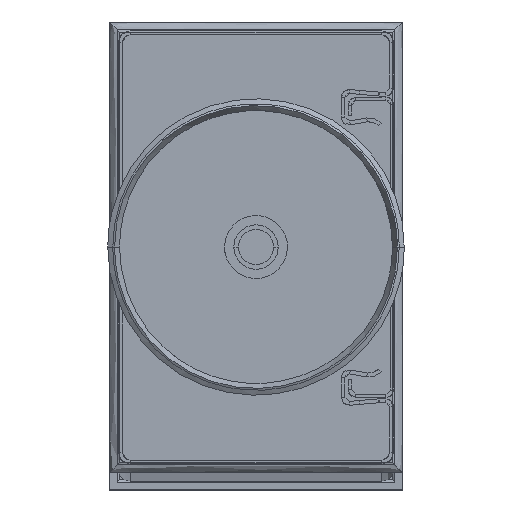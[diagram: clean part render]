
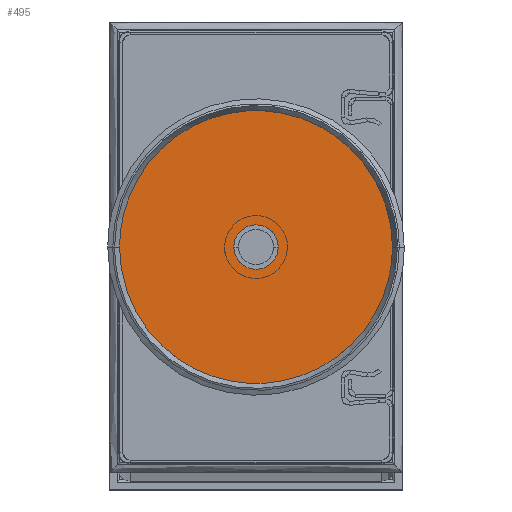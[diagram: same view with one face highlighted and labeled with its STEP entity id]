
A CAD part, top view. The second image highlights one B-rep face of the part: STEP entity #495.
In plain terms, the highlighted planar face has unit normal (0, 0, 1).
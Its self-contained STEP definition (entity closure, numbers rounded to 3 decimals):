
#47=FACE_BOUND('',#1415,.T.);
#495=ADVANCED_FACE('',(#939,#47),#6467,.T.);
#939=FACE_OUTER_BOUND('',#1414,.T.);
#1414=EDGE_LOOP('',(#3230,#3231));
#1415=EDGE_LOOP('',(#3232,#3233,#3234,#3235));
#3230=ORIENTED_EDGE('',*,*,#4416,.T.);
#3231=ORIENTED_EDGE('',*,*,#4414,.T.);
#3232=ORIENTED_EDGE('',*,*,#4395,.T.);
#3233=ORIENTED_EDGE('',*,*,#4393,.T.);
#3234=ORIENTED_EDGE('',*,*,#4421,.T.);
#3235=ORIENTED_EDGE('',*,*,#4394,.T.);
#4393=EDGE_CURVE('',#6117,#6134,#5537,.T.);
#4394=EDGE_CURVE('',#6118,#6119,#5538,.T.);
#4395=EDGE_CURVE('',#6119,#6117,#5539,.T.);
#4414=EDGE_CURVE('',#6131,#6130,#5552,.T.);
#4416=EDGE_CURVE('',#6130,#6131,#5553,.T.);
#4421=EDGE_CURVE('',#6134,#6118,#5558,.T.);
#5537=(
BOUNDED_CURVE()
B_SPLINE_CURVE(2,(#14203,#14204,#14205),.UNSPECIFIED.,.F.,.F.)
B_SPLINE_CURVE_WITH_KNOTS((3,3),(1.571,3.142),
 .UNSPECIFIED.)
CURVE()
GEOMETRIC_REPRESENTATION_ITEM()
RATIONAL_B_SPLINE_CURVE((1.,0.707,1.))
REPRESENTATION_ITEM('')
);
#5538=(
BOUNDED_CURVE()
B_SPLINE_CURVE(2,(#14206,#14207,#14208),.UNSPECIFIED.,.F.,.F.)
B_SPLINE_CURVE_WITH_KNOTS((3,3),(1.571,3.142),
 .UNSPECIFIED.)
CURVE()
GEOMETRIC_REPRESENTATION_ITEM()
RATIONAL_B_SPLINE_CURVE((1.,0.707,1.))
REPRESENTATION_ITEM('')
);
#5539=(
BOUNDED_CURVE()
B_SPLINE_CURVE(2,(#14209,#14210,#14211),.UNSPECIFIED.,.F.,.F.)
B_SPLINE_CURVE_WITH_KNOTS((3,3),(3.142,4.712),
 .UNSPECIFIED.)
CURVE()
GEOMETRIC_REPRESENTATION_ITEM()
RATIONAL_B_SPLINE_CURVE((1.,0.707,1.))
REPRESENTATION_ITEM('')
);
#5552=(
BOUNDED_CURVE()
B_SPLINE_CURVE(2,(#14330,#14331,#14332,#14333,#14334),.UNSPECIFIED.,.F.,
 .F.)
B_SPLINE_CURVE_WITH_KNOTS((3,2,3),(-108.849,-54.425,
0.),.UNSPECIFIED.)
CURVE()
GEOMETRIC_REPRESENTATION_ITEM()
RATIONAL_B_SPLINE_CURVE((1.,0.707,1.,0.707,1.))
REPRESENTATION_ITEM('')
);
#5553=(
BOUNDED_CURVE()
B_SPLINE_CURVE(2,(#14337,#14338,#14339,#14340,#14341),.UNSPECIFIED.,.F.,
 .F.)
B_SPLINE_CURVE_WITH_KNOTS((3,2,3),(-108.849,-54.425,
0.),.UNSPECIFIED.)
CURVE()
GEOMETRIC_REPRESENTATION_ITEM()
RATIONAL_B_SPLINE_CURVE((1.,0.707,1.,0.707,1.))
REPRESENTATION_ITEM('')
);
#5558=(
BOUNDED_CURVE()
B_SPLINE_CURVE(2,(#14358,#14359,#14360),.UNSPECIFIED.,.F.,.F.)
B_SPLINE_CURVE_WITH_KNOTS((3,3),(3.142,4.712),
 .UNSPECIFIED.)
CURVE()
GEOMETRIC_REPRESENTATION_ITEM()
RATIONAL_B_SPLINE_CURVE((1.,0.707,1.))
REPRESENTATION_ITEM('')
);
#6117=VERTEX_POINT('',#14127);
#6118=VERTEX_POINT('',#14128);
#6119=VERTEX_POINT('',#14129);
#6130=VERTEX_POINT('',#14140);
#6131=VERTEX_POINT('',#14141);
#6134=VERTEX_POINT('',#14144);
#6467=PLANE('',#7076);
#7076=AXIS2_PLACEMENT_3D('',#13814,#7347,$);
#7347=DIRECTION('',(0.,0.,1.));
#13814=CARTESIAN_POINT('',(-77.749,41.579,2797.));
#14127=CARTESIAN_POINT('',(-36.171,-4.5,2797.));
#14128=CARTESIAN_POINT('',(-36.171,4.5,2797.));
#14129=CARTESIAN_POINT('',(-31.671,0.,2797.));
#14140=CARTESIAN_POINT('',(-1.523,0.,2797.));
#14141=CARTESIAN_POINT('',(-70.818,0.,2797.));
#14144=CARTESIAN_POINT('',(-40.671,0.,2797.));
#14203=CARTESIAN_POINT('',(-36.171,-4.5,2797.));
#14204=CARTESIAN_POINT('',(-40.671,-4.5,2797.));
#14205=CARTESIAN_POINT('',(-40.671,0.,2797.));
#14206=CARTESIAN_POINT('',(-36.171,4.5,2797.));
#14207=CARTESIAN_POINT('',(-31.671,4.5,2797.));
#14208=CARTESIAN_POINT('',(-31.671,0.,2797.));
#14209=CARTESIAN_POINT('',(-31.671,0.,2797.));
#14210=CARTESIAN_POINT('',(-31.671,-4.5,2797.));
#14211=CARTESIAN_POINT('',(-36.171,-4.5,2797.));
#14330=CARTESIAN_POINT('',(-70.818,0.,2797.));
#14331=CARTESIAN_POINT('',(-70.818,-34.648,2797.));
#14332=CARTESIAN_POINT('',(-36.171,-34.648,2797.));
#14333=CARTESIAN_POINT('',(-1.523,-34.648,2797.));
#14334=CARTESIAN_POINT('',(-1.523,0.,2797.));
#14337=CARTESIAN_POINT('',(-1.523,0.,2797.));
#14338=CARTESIAN_POINT('',(-1.523,34.648,2797.));
#14339=CARTESIAN_POINT('',(-36.171,34.648,2797.));
#14340=CARTESIAN_POINT('',(-70.818,34.648,2797.));
#14341=CARTESIAN_POINT('',(-70.818,0.,2797.));
#14358=CARTESIAN_POINT('',(-40.671,0.,2797.));
#14359=CARTESIAN_POINT('',(-40.671,4.5,2797.));
#14360=CARTESIAN_POINT('',(-36.171,4.5,2797.));
